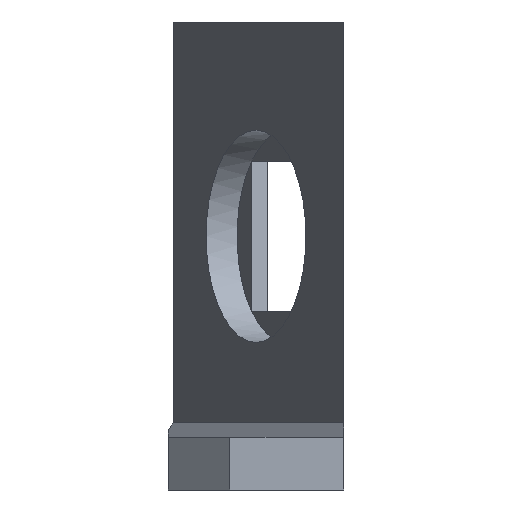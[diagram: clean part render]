
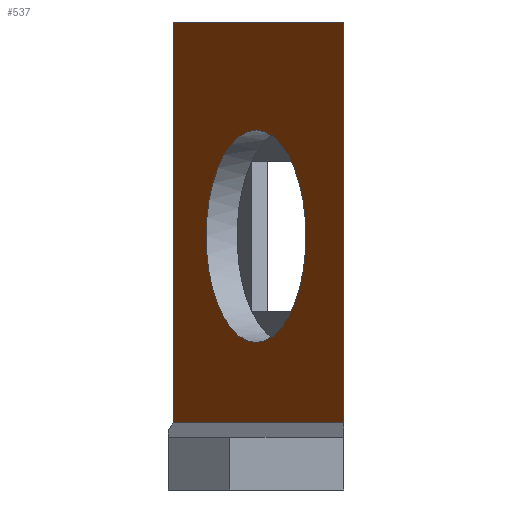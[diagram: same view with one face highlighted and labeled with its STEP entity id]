
A CAD part, front view. The second image highlights one B-rep face of the part: STEP entity #537.
In plain terms, the highlighted planar face has unit normal (-0.883, -0.469, 0).
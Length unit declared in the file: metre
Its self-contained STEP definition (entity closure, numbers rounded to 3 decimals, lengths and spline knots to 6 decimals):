
#25=LINE('',#790,#86);
#26=LINE('',#793,#87);
#27=LINE('',#795,#88);
#28=LINE('',#797,#89);
#86=VECTOR('',#638,1.);
#87=VECTOR('',#639,1.);
#88=VECTOR('',#640,1.);
#89=VECTOR('',#641,1.);
#148=ORIENTED_EDGE('',*,*,#296,.T.);
#149=ORIENTED_EDGE('',*,*,#297,.T.);
#150=ORIENTED_EDGE('',*,*,#298,.F.);
#151=ORIENTED_EDGE('',*,*,#299,.F.);
#152=ORIENTED_EDGE('',*,*,#300,.F.);
#296=EDGE_CURVE('',#370,#371,#25,.F.);
#297=EDGE_CURVE('',#371,#372,#26,.T.);
#298=EDGE_CURVE('',#373,#372,#27,.T.);
#299=EDGE_CURVE('',#370,#373,#28,.T.);
#300=EDGE_CURVE('',#374,#374,#413,.T.);
#370=VERTEX_POINT('',#791);
#371=VERTEX_POINT('',#792);
#372=VERTEX_POINT('',#794);
#373=VERTEX_POINT('',#796);
#374=VERTEX_POINT('',#799);
#413=CIRCLE('',#584,0.00485);
#425=EDGE_LOOP('',(#148,#149,#150,#151));
#426=EDGE_LOOP('',(#152));
#468=FACE_BOUND('',#425,.T.);
#469=FACE_BOUND('',#426,.T.);
#510=PLANE('',#583);
#537=ADVANCED_FACE('',(#468,#469),#510,.F.);
#583=AXIS2_PLACEMENT_3D('',#789,#636,#637);
#584=AXIS2_PLACEMENT_3D('',#798,#642,#643);
#636=DIRECTION('',(0.883,0.469,0.));
#637=DIRECTION('',(-0.469,0.883,0.));
#638=DIRECTION('',(0.,0.,1.));
#639=DIRECTION('',(0.469,-0.883,0.));
#640=DIRECTION('',(0.,0.,-1.));
#641=DIRECTION('',(0.469,-0.883,0.));
#642=DIRECTION('',(-0.883,-0.469,0.));
#643=DIRECTION('',(0.469,-0.883,0.));
#789=CARTESIAN_POINT('',(-0.03176,0.03652,0.02336));
#790=CARTESIAN_POINT('',(-0.034469,0.041615,0.0044));
#791=CARTESIAN_POINT('',(-0.034469,0.041615,0.02336));
#792=CARTESIAN_POINT('',(-0.034469,0.041615,0.005066));
#793=CARTESIAN_POINT('',(-0.03176,0.03652,0.005066));
#794=CARTESIAN_POINT('',(-0.0267,0.027004,0.005066));
#795=CARTESIAN_POINT('',(-0.0267,0.027004,0.02336));
#796=CARTESIAN_POINT('',(-0.0267,0.027004,0.02336));
#797=CARTESIAN_POINT('',(-0.03176,0.03652,0.02336));
#798=CARTESIAN_POINT('',(-0.0307,0.034527,0.01358));
#799=CARTESIAN_POINT('',(-0.028423,0.030245,0.01358));
